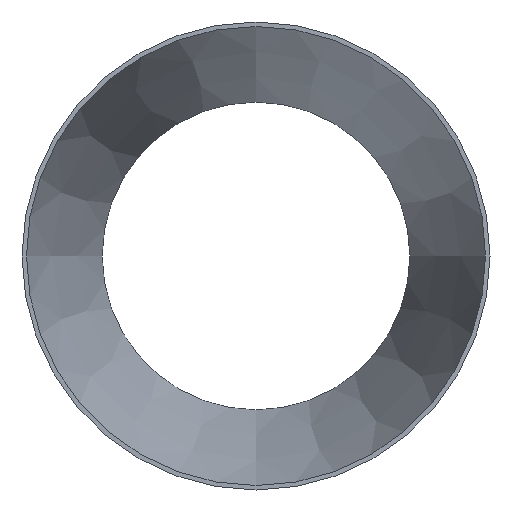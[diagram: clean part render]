
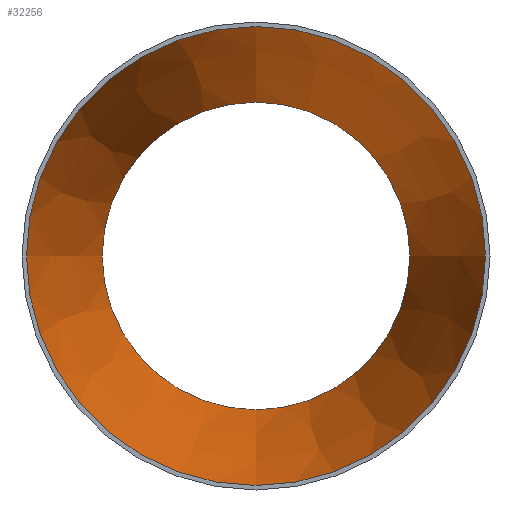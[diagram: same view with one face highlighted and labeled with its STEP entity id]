
A CAD part, front view. The second image highlights one B-rep face of the part: STEP entity #32256.
In plain terms, the highlighted conical face has half-angle 14.474 degrees and reference radius 158.852 mm.
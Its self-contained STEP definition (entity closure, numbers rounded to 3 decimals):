
#1889 = ORIENTED_EDGE ( 'NONE', *, *, #13241, .T. ) ;
#2707 = AXIS2_PLACEMENT_3D ( 'NONE', #30681, #33403, #27727 ) ;
#2742 = CIRCLE ( 'NONE', #30046, 106.452 ) ;
#3461 = VERTEX_POINT ( 'NONE', #24033 ) ;
#4996 = DIRECTION ( 'NONE',  ( 0., 0., -1. ) ) ;
#5302 = EDGE_LOOP ( 'NONE', ( #15912 ) ) ;
#5772 = DIRECTION ( 'NONE',  ( 0., -1., 0. ) ) ;
#6376 = CARTESIAN_POINT ( 'NONE',  ( 0., 203., 0. ) ) ;
#8306 = FACE_BOUND ( 'NONE', #5302, .T. ) ;
#9498 = AXIS2_PLACEMENT_3D ( 'NONE', #17195, #5772, #4996 ) ;
#12169 = CARTESIAN_POINT ( 'NONE',  ( 0., 0., -158.852 ) ) ;
#13241 = EDGE_CURVE ( 'NONE', #29892, #29892, #19421, .T. ) ;
#15912 = ORIENTED_EDGE ( 'NONE', *, *, #33896, .F. ) ;
#17195 = CARTESIAN_POINT ( 'NONE',  ( 0., 0., 0. ) ) ;
#19421 = CIRCLE ( 'NONE', #2707, 158.852 ) ;
#23838 = DIRECTION ( 'NONE',  ( 0., 0., -1. ) ) ;
#24033 = CARTESIAN_POINT ( 'NONE',  ( 0., 203., -106.452 ) ) ;
#25773 = FACE_OUTER_BOUND ( 'NONE', #28501, .T. ) ;
#26247 = CONICAL_SURFACE ( 'NONE', #9498, 158.852, 0.253 ) ;
#27727 = DIRECTION ( 'NONE',  ( 0., 0., -1. ) ) ;
#28501 = EDGE_LOOP ( 'NONE', ( #1889 ) ) ;
#29892 = VERTEX_POINT ( 'NONE', #12169 ) ;
#30046 = AXIS2_PLACEMENT_3D ( 'NONE', #6376, #35725, #23838 ) ;
#30681 = CARTESIAN_POINT ( 'NONE',  ( 0., 0., 0. ) ) ;
#32256 = ADVANCED_FACE ( 'NONE', ( #8306, #25773 ), #26247, .F. ) ;
#33403 = DIRECTION ( 'NONE',  ( 0., -1., 0. ) ) ;
#33896 = EDGE_CURVE ( 'NONE', #3461, #3461, #2742, .T. ) ;
#35725 = DIRECTION ( 'NONE',  ( 0., -1., 0. ) ) ;
